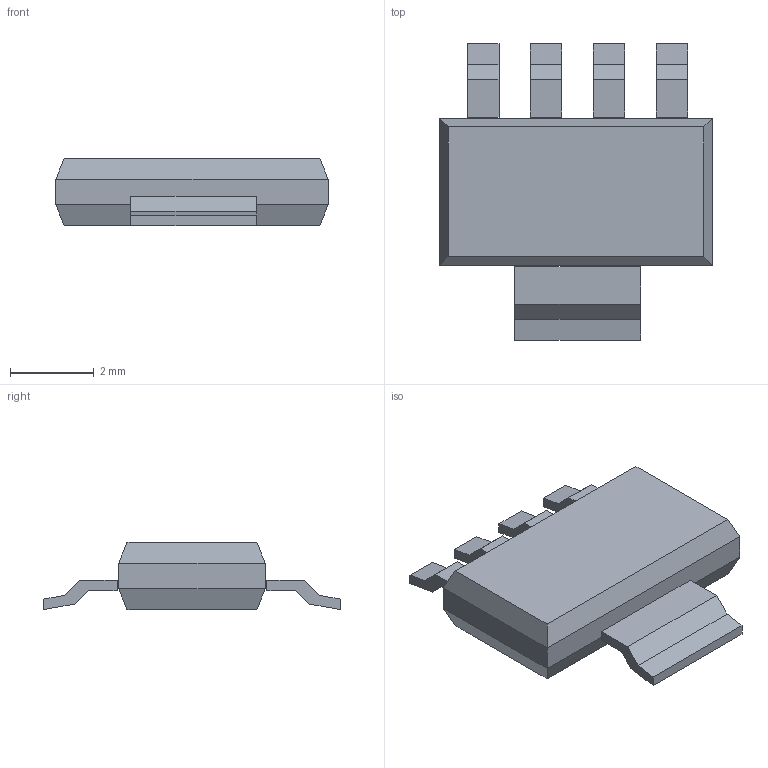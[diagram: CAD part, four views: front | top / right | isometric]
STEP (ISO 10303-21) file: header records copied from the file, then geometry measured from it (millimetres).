
FILE_DESCRIPTION(('FreeCAD Model'),'2;1');
FILE_NAME('SOT223-4.step', '2015-12-08T18:49:20',('Author'),(''), 'Open CASCADE STEP processor 6.8','FreeCAD','Unknown');
FILE_SCHEMA(('AUTOMOTIVE_DESIGN_CC2 { 1 2 10303 214 -1 1 5 4 }'));
Length unit declared in the file: millimetre
Products named in the file (6): Pin5; Pin3; Pin1; Pin2; Pin4; Package
Bounding box: 6.5 x 7.07 x 1.6 mm (x, y, z)
Volume: 37.5 mm3; surface area: 101.4 mm2
Topology: 6 solids, 6 shells, 64 faces, 148 edges, 96 vertices
Faces by surface type: plane 64
Entity records: 3893 total; most frequent: CARTESIAN_POINT 605, DIRECTION 574, LINE 444, VECTOR 444, ORIENTED_EDGE 296, PCURVE 296, DEFINITIONAL_REPRESENTATION 296, EDGE_CURVE 148
